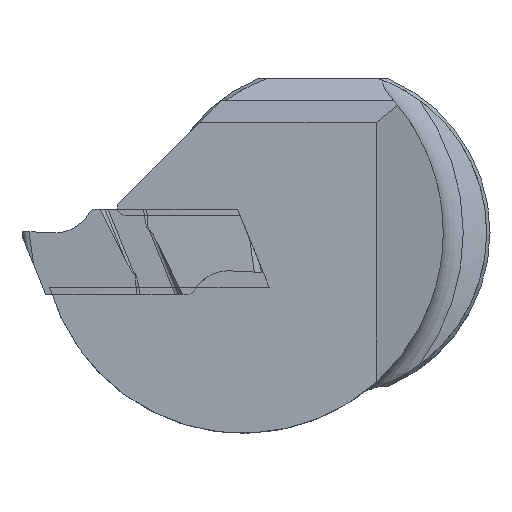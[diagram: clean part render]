
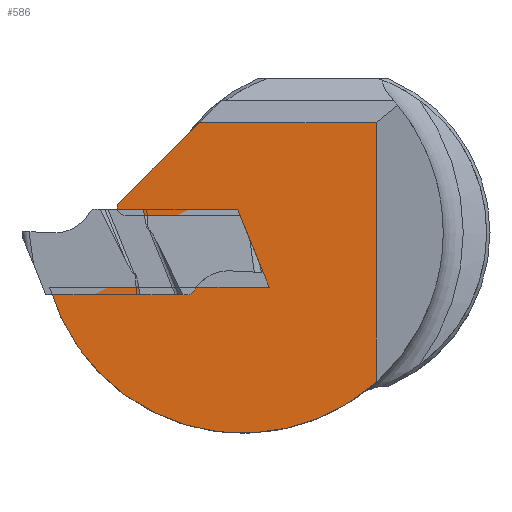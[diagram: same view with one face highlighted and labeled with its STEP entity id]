
A CAD part, left-side view. The second image highlights one B-rep face of the part: STEP entity #586.
In plain terms, the highlighted planar face has unit normal (-1, 0, 0).
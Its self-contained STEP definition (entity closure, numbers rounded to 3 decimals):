
#58=CIRCLE('',#1688,15.);
#59=CIRCLE('',#1690,0.6);
#586=ADVANCED_FACE('',(#682),#631,.T.);
#631=PLANE('',#1691);
#682=FACE_OUTER_BOUND('',#743,.T.);
#743=EDGE_LOOP('',(#1009,#1010,#1011,#1012,#1013,#1014,#1015,#1016));
#1009=ORIENTED_EDGE('',*,*,#1360,.F.);
#1010=ORIENTED_EDGE('',*,*,#1361,.F.);
#1011=ORIENTED_EDGE('',*,*,#1358,.F.);
#1012=ORIENTED_EDGE('',*,*,#1362,.F.);
#1013=ORIENTED_EDGE('',*,*,#1363,.T.);
#1014=ORIENTED_EDGE('',*,*,#1364,.T.);
#1015=ORIENTED_EDGE('',*,*,#1365,.F.);
#1016=ORIENTED_EDGE('',*,*,#1366,.F.);
#1215=VERTEX_POINT('',#2284);
#1216=VERTEX_POINT('',#2286);
#1217=VERTEX_POINT('',#2290);
#1218=VERTEX_POINT('',#2291);
#1219=VERTEX_POINT('',#2294);
#1220=VERTEX_POINT('',#2296);
#1221=VERTEX_POINT('',#2298);
#1222=VERTEX_POINT('',#2300);
#1358=EDGE_CURVE('',#1215,#1216,#58,.T.);
#1360=EDGE_CURVE('',#1217,#1218,#1490,.T.);
#1361=EDGE_CURVE('',#1216,#1217,#1491,.T.);
#1362=EDGE_CURVE('',#1219,#1215,#1492,.T.);
#1363=EDGE_CURVE('',#1219,#1220,#1493,.T.);
#1364=EDGE_CURVE('',#1220,#1221,#1494,.T.);
#1365=EDGE_CURVE('',#1222,#1221,#59,.T.);
#1366=EDGE_CURVE('',#1218,#1222,#1495,.T.);
#1490=LINE('',#2289,#1587);
#1491=LINE('',#2292,#1588);
#1492=LINE('',#2293,#1589);
#1493=LINE('',#2295,#1590);
#1494=LINE('',#2297,#1591);
#1495=LINE('',#2301,#1592);
#1587=VECTOR('',#1948,1.);
#1588=VECTOR('',#1949,1.);
#1589=VECTOR('',#1950,1.);
#1590=VECTOR('',#1951,1.);
#1591=VECTOR('',#1952,1.);
#1592=VECTOR('',#1955,1.);
#1688=AXIS2_PLACEMENT_3D('',#2285,#1943,#1944);
#1690=AXIS2_PLACEMENT_3D('',#2299,#1953,#1954);
#1691=AXIS2_PLACEMENT_3D('',#2302,#1956,#1957);
#1943=DIRECTION('',(1.,0.,0.));
#1944=DIRECTION('',(0.,1.,0.));
#1948=DIRECTION('',(0.,0.375,0.927));
#1949=DIRECTION('',(0.,-1.,0.));
#1950=DIRECTION('',(0.,0.,-1.));
#1951=DIRECTION('',(0.,1.,0.));
#1952=DIRECTION('',(0.,0.707,-0.707));
#1953=DIRECTION('',(1.,0.,0.));
#1954=DIRECTION('',(0.,1.,0.));
#1955=DIRECTION('',(0.,1.,0.));
#1956=DIRECTION('',(-1.,0.,0.));
#1957=DIRECTION('',(0.,1.,0.));
#2284=CARTESIAN_POINT('',(0.5,-4.,-11.18));
#2285=CARTESIAN_POINT('',(0.5,6.,0.));
#2286=CARTESIAN_POINT('',(0.5,20.437,-4.072));
#2289=CARTESIAN_POINT('',(0.5,1.782,-9.608));
#2290=CARTESIAN_POINT('',(0.5,4.019,-4.072));
#2291=CARTESIAN_POINT('',(0.5,6.186,1.292));
#2292=CARTESIAN_POINT('',(0.5,-22.,-4.072));
#2293=CARTESIAN_POINT('',(0.5,-4.,273.215));
#2294=CARTESIAN_POINT('',(0.5,-4.,8.233));
#2295=CARTESIAN_POINT('',(0.5,-22.,8.233));
#2296=CARTESIAN_POINT('',(0.5,9.227,8.233));
#2297=CARTESIAN_POINT('',(0.5,-2.27,19.73));
#2298=CARTESIAN_POINT('',(0.5,15.349,2.111));
#2299=CARTESIAN_POINT('',(0.5,14.79,1.892));
#2300=CARTESIAN_POINT('',(0.5,14.79,1.292));
#2301=CARTESIAN_POINT('',(0.5,-22.,1.292));
#2302=CARTESIAN_POINT('',(0.5,-22.,0.));
